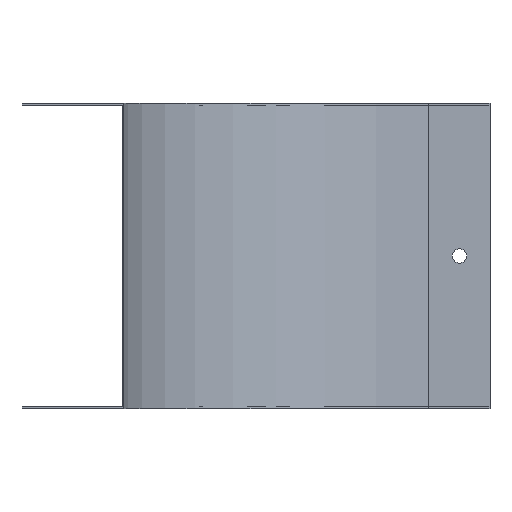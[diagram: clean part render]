
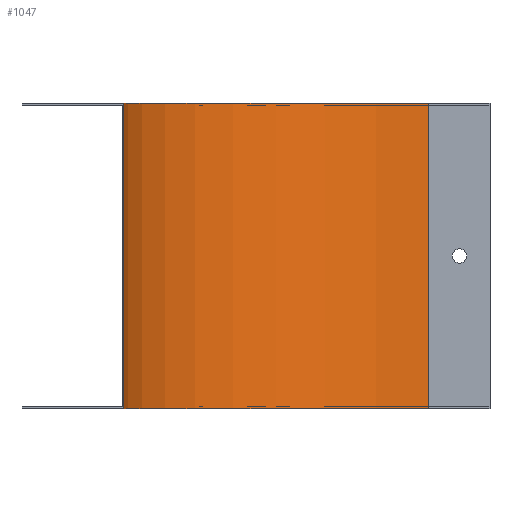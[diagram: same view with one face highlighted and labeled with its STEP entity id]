
A CAD part, front view. The second image highlights one B-rep face of the part: STEP entity #1047.
In plain terms, the highlighted cylindrical face has radius 150 mm (diameter 300 mm), a partial arc.
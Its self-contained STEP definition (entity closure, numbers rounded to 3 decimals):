
#37 = EDGE_CURVE ( 'NONE', #173, #184, #669, .T. ) ;
#53 = AXIS2_PLACEMENT_3D ( 'NONE', #885, #893, #881 ) ;
#54 = EDGE_CURVE ( 'NONE', #175, #195, #648, .T. ) ;
#101 = AXIS2_PLACEMENT_3D ( 'NONE', #614, #637, #613 ) ;
#106 = AXIS2_PLACEMENT_3D ( 'NONE', #625, #623, #612 ) ;
#173 = VERTEX_POINT ( 'NONE', #1207 ) ;
#175 = VERTEX_POINT ( 'NONE', #1209 ) ;
#184 = VERTEX_POINT ( 'NONE', #1194 ) ;
#195 = VERTEX_POINT ( 'NONE', #1179 ) ;
#374 = ORIENTED_EDGE ( 'NONE', *, *, #37, .F. ) ;
#376 = ORIENTED_EDGE ( 'NONE', *, *, #812, .F. ) ;
#387 = ORIENTED_EDGE ( 'NONE', *, *, #810, .T. ) ;
#389 = ORIENTED_EDGE ( 'NONE', *, *, #54, .T. ) ;
#425 = EDGE_LOOP ( 'NONE', ( #389, #387, #374, #376 ) ) ;
#448 = CIRCLE ( 'NONE', #101, 150. ) ;
#453 = CIRCLE ( 'NONE', #106, 150. ) ;
#612 = DIRECTION ( 'NONE',  ( 1., 0., 0. ) ) ;
#613 = DIRECTION ( 'NONE',  ( 1., 0., 0. ) ) ;
#614 = CARTESIAN_POINT ( 'NONE',  ( 200., 30., 0.8 ) ) ;
#623 = DIRECTION ( 'NONE',  ( 0., 0., -1. ) ) ;
#625 = CARTESIAN_POINT ( 'NONE',  ( 200., 30., -149.2 ) ) ;
#637 = DIRECTION ( 'NONE',  ( 0., 0., -1. ) ) ;
#643 = VECTOR ( 'NONE', #1083, 1000. ) ;
#648 = LINE ( 'NONE', #1148, #643 ) ;
#664 = VECTOR ( 'NONE', #1190, 1000. ) ;
#669 = LINE ( 'NONE', #1243, #664 ) ;
#750 = CYLINDRICAL_SURFACE ( 'NONE', #53, 150. ) ;
#753 = FACE_OUTER_BOUND ( 'NONE', #425, .T. ) ;
#810 = EDGE_CURVE ( 'NONE', #195, #184, #453, .T. ) ;
#812 = EDGE_CURVE ( 'NONE', #175, #173, #448, .T. ) ;
#881 = DIRECTION ( 'NONE',  ( -1., 0., 0. ) ) ;
#885 = CARTESIAN_POINT ( 'NONE',  ( 200., 30., 0.8 ) ) ;
#893 = DIRECTION ( 'NONE',  ( 0., 0., -1. ) ) ;
#1047 = ADVANCED_FACE ( 'NONE', ( #753 ), #750, .F. ) ;
#1083 = DIRECTION ( 'NONE',  ( 0., 0., -1. ) ) ;
#1148 = CARTESIAN_POINT ( 'NONE',  ( 50., 30., 0.8 ) ) ;
#1179 = CARTESIAN_POINT ( 'NONE',  ( 50., 30., -149.2 ) ) ;
#1190 = DIRECTION ( 'NONE',  ( 0., 0., -1. ) ) ;
#1194 = CARTESIAN_POINT ( 'NONE',  ( 200., 180., -149.2 ) ) ;
#1207 = CARTESIAN_POINT ( 'NONE',  ( 200., 180., 0.8 ) ) ;
#1209 = CARTESIAN_POINT ( 'NONE',  ( 50., 30., 0.8 ) ) ;
#1243 = CARTESIAN_POINT ( 'NONE',  ( 200., 180., 0.8 ) ) ;
